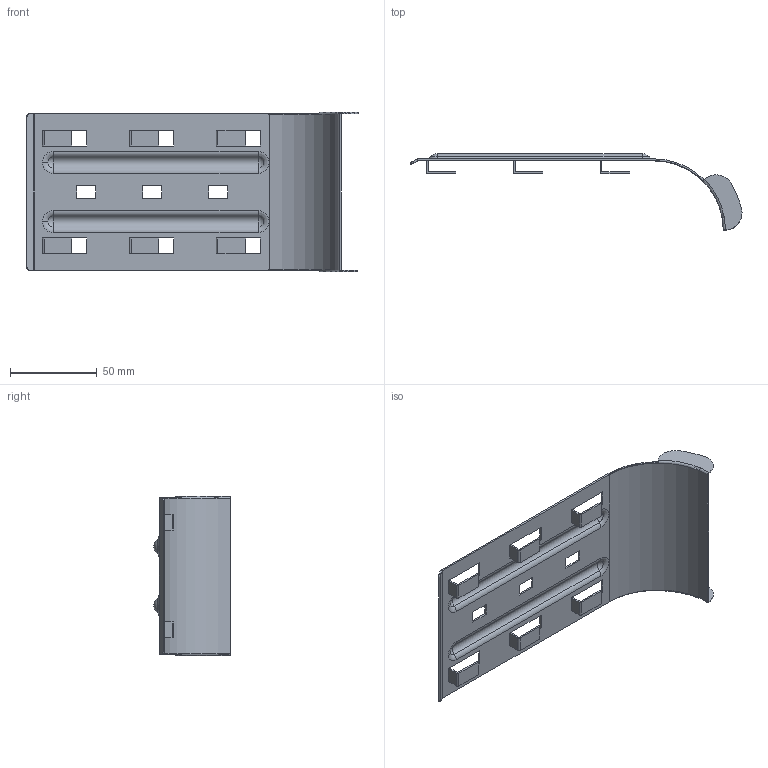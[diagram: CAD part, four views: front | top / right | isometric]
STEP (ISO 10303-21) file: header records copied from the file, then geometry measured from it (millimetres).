
FILE_DESCRIPTION (( 'STEP AP214' ), '1' );
FILE_NAME ('LC-CGD_3D.step', '2023-05-09T16:28:00', ( '' ), ( '' ), 'SwSTEP 2.0', 'SolidWorks 2022', '' );
FILE_SCHEMA (( 'AUTOMOTIVE_DESIGN' ));
Length unit declared in the file: millimetre
Products named in the file (1): LC-CGD_3D
Bounding box: 191.28 x 43.98 x 92 mm (x, y, z)
Volume: 19284.2 mm3; surface area: 40015.7 mm2
Topology: 1 solids, 1 shells, 189 faces, 423 edges, 240 vertices
Faces by surface type: plane 130, cylinder 37, torus 14, sphere 8
Entity records: 5171 total; most frequent: DIRECTION 917, CARTESIAN_POINT 877, ORIENTED_EDGE 846, EDGE_CURVE 423, AXIS2_PLACEMENT_3D 310, LINE 297, VECTOR 297, VERTEX_POINT 240
